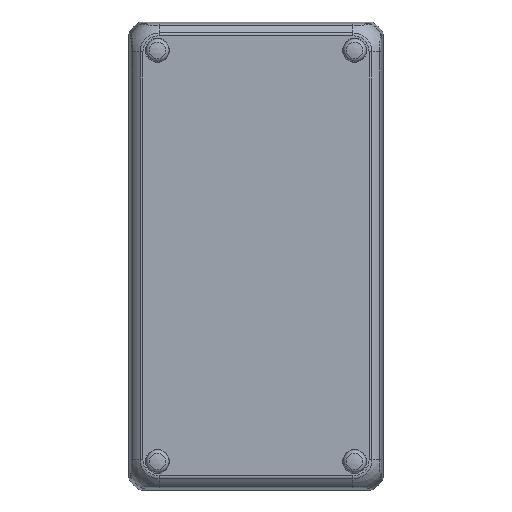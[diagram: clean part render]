
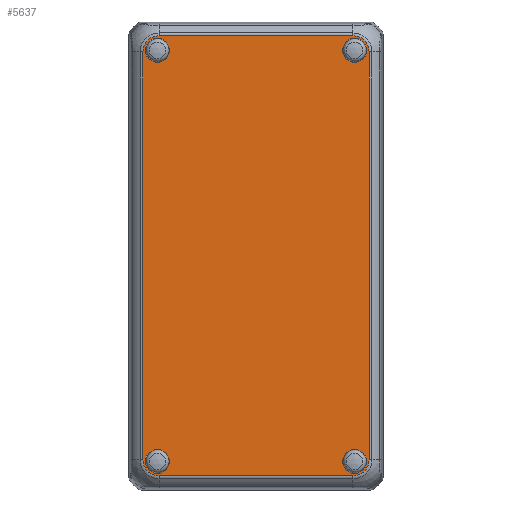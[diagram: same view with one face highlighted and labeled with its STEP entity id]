
A CAD part, top view. The second image highlights one B-rep face of the part: STEP entity #5637.
In plain terms, the highlighted planar face has unit normal (0, 0, 1).
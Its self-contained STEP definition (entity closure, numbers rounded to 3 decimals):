
#36 = EDGE_CURVE ( 'NONE', #6272, #4941, #4655, .T. ) ;
#264 = VERTEX_POINT ( 'NONE', #3625 ) ;
#279 = DIRECTION ( 'NONE',  ( 0., 0., 1. ) ) ;
#352 = CARTESIAN_POINT ( 'NONE',  ( 29.003, -61.003, 0. ) ) ;
#354 = ORIENTED_EDGE ( 'NONE', *, *, #4238, .T. ) ;
#424 = EDGE_CURVE ( 'NONE', #3802, #264, #5486, .T. ) ;
#468 = CARTESIAN_POINT ( 'NONE',  ( 33.825, 61.003, 0. ) ) ;
#504 = CARTESIAN_POINT ( 'NONE',  ( -28.7, -65.825, 0. ) ) ;
#546 = DIRECTION ( 'NONE',  ( 1., 0., 0. ) ) ;
#579 = EDGE_CURVE ( 'NONE', #3589, #5008, #1261, .T. ) ;
#601 = EDGE_LOOP ( 'NONE', ( #4514 ) ) ;
#693 = CARTESIAN_POINT ( 'NONE',  ( 29.5, -61.5, 0. ) ) ;
#708 = LINE ( 'NONE', #6081, #5337 ) ;
#837 = VERTEX_POINT ( 'NONE', #4660 ) ;
#868 = CARTESIAN_POINT ( 'NONE',  ( 33.1, 61.5, 0. ) ) ;
#1110 = DIRECTION ( 'NONE',  ( 1., 0., 0. ) ) ;
#1139 = DIRECTION ( 'NONE',  ( 0., 1., 0. ) ) ;
#1162 = DIRECTION ( 'NONE',  ( 1., 0., 0. ) ) ;
#1208 = EDGE_CURVE ( 'NONE', #5008, #4133, #5185, .T. ) ;
#1231 = CARTESIAN_POINT ( 'NONE',  ( -29.5, 61.5, 0. ) ) ;
#1245 = FACE_BOUND ( 'NONE', #6732, .T. ) ;
#1261 = CIRCLE ( 'NONE', #5263, 4.822 ) ;
#1387 = AXIS2_PLACEMENT_3D ( 'NONE', #1231, #2743, #1162 ) ;
#1415 = CARTESIAN_POINT ( 'NONE',  ( -33.825, 61.003, 0. ) ) ;
#1506 = CARTESIAN_POINT ( 'NONE',  ( -33.825, -61.003, 0. ) ) ;
#1552 = DIRECTION ( 'NONE',  ( 0., -1., 0. ) ) ;
#1732 = DIRECTION ( 'NONE',  ( 1., 0., 0. ) ) ;
#1792 = EDGE_CURVE ( 'NONE', #1977, #1977, #2853, .T. ) ;
#1793 = ORIENTED_EDGE ( 'NONE', *, *, #579, .T. ) ;
#1831 = AXIS2_PLACEMENT_3D ( 'NONE', #1973, #4149, #6489 ) ;
#1873 = DIRECTION ( 'NONE',  ( 1., 0., 0. ) ) ;
#1882 = CARTESIAN_POINT ( 'NONE',  ( -29.003, -65.825, 0. ) ) ;
#1908 = VERTEX_POINT ( 'NONE', #5739 ) ;
#1936 = AXIS2_PLACEMENT_3D ( 'NONE', #5758, #1998, #5832 ) ;
#1967 = EDGE_CURVE ( 'NONE', #3460, #6272, #708, .T. ) ;
#1973 = CARTESIAN_POINT ( 'NONE',  ( -29.003, -61.003, 0. ) ) ;
#1977 = VERTEX_POINT ( 'NONE', #2948 ) ;
#1998 = DIRECTION ( 'NONE',  ( 0., 0., -1. ) ) ;
#2192 = CIRCLE ( 'NONE', #1387, 3.6 ) ;
#2412 = CARTESIAN_POINT ( 'NONE',  ( 29.5, 61.5, 0. ) ) ;
#2432 = CARTESIAN_POINT ( 'NONE',  ( -33.825, 3.3, 0. ) ) ;
#2492 = CARTESIAN_POINT ( 'NONE',  ( 33.825, -61.003, 0. ) ) ;
#2743 = DIRECTION ( 'NONE',  ( 0., 0., -1. ) ) ;
#2853 = CIRCLE ( 'NONE', #1936, 3.6 ) ;
#2905 = LINE ( 'NONE', #2945, #4746 ) ;
#2945 = CARTESIAN_POINT ( 'NONE',  ( -28.7, 65.825, 0. ) ) ;
#2948 = CARTESIAN_POINT ( 'NONE',  ( -25.9, -61.5, 0. ) ) ;
#2970 = CIRCLE ( 'NONE', #1831, 4.822 ) ;
#2989 = ORIENTED_EDGE ( 'NONE', *, *, #6639, .T. ) ;
#3076 = CIRCLE ( 'NONE', #6059, 4.822 ) ;
#3227 = ORIENTED_EDGE ( 'NONE', *, *, #4017, .T. ) ;
#3283 = CARTESIAN_POINT ( 'NONE',  ( -29.003, 65.825, 0. ) ) ;
#3372 = DIRECTION ( 'NONE',  ( 0., 0., 1. ) ) ;
#3460 = VERTEX_POINT ( 'NONE', #2492 ) ;
#3551 = CIRCLE ( 'NONE', #4592, 3.6 ) ;
#3589 = VERTEX_POINT ( 'NONE', #3283 ) ;
#3620 = EDGE_LOOP ( 'NONE', ( #354 ) ) ;
#3625 = CARTESIAN_POINT ( 'NONE',  ( 29.003, -65.825, 0. ) ) ;
#3757 = ORIENTED_EDGE ( 'NONE', *, *, #6740, .T. ) ;
#3802 = VERTEX_POINT ( 'NONE', #1882 ) ;
#3819 = CARTESIAN_POINT ( 'NONE',  ( -28.7, 3.3, 0. ) ) ;
#3839 = EDGE_LOOP ( 'NONE', ( #6745, #1793, #4638, #3757, #6476, #2989, #5711, #5341 ) ) ;
#3912 = CARTESIAN_POINT ( 'NONE',  ( 29.003, 65.825, 0. ) ) ;
#3992 = EDGE_CURVE ( 'NONE', #1908, #1908, #6645, .T. ) ;
#4017 = EDGE_CURVE ( 'NONE', #837, #837, #2192, .T. ) ;
#4020 = DIRECTION ( 'NONE',  ( 0., 0., -1. ) ) ;
#4045 = DIRECTION ( 'NONE',  ( -1., 0., 0. ) ) ;
#4133 = VERTEX_POINT ( 'NONE', #1506 ) ;
#4139 = EDGE_LOOP ( 'NONE', ( #6043 ) ) ;
#4149 = DIRECTION ( 'NONE',  ( 0., 0., 1. ) ) ;
#4238 = EDGE_CURVE ( 'NONE', #5770, #5770, #3551, .T. ) ;
#4261 = CARTESIAN_POINT ( 'NONE',  ( 29.003, 61.003, 0. ) ) ;
#4514 = ORIENTED_EDGE ( 'NONE', *, *, #3992, .T. ) ;
#4592 = AXIS2_PLACEMENT_3D ( 'NONE', #2412, #4020, #5838 ) ;
#4638 = ORIENTED_EDGE ( 'NONE', *, *, #1208, .T. ) ;
#4655 = CIRCLE ( 'NONE', #5924, 4.822 ) ;
#4660 = CARTESIAN_POINT ( 'NONE',  ( -25.9, 61.5, 0. ) ) ;
#4700 = AXIS2_PLACEMENT_3D ( 'NONE', #693, #6671, #1732 ) ;
#4746 = VECTOR ( 'NONE', #4045, 1000. ) ;
#4941 = VERTEX_POINT ( 'NONE', #3912 ) ;
#5008 = VERTEX_POINT ( 'NONE', #1415 ) ;
#5162 = CARTESIAN_POINT ( 'NONE',  ( -29.003, 61.003, 0. ) ) ;
#5185 = LINE ( 'NONE', #2432, #5208 ) ;
#5208 = VECTOR ( 'NONE', #6798, 1000. ) ;
#5263 = AXIS2_PLACEMENT_3D ( 'NONE', #5162, #3372, #1873 ) ;
#5337 = VECTOR ( 'NONE', #1139, 1000. ) ;
#5341 = ORIENTED_EDGE ( 'NONE', *, *, #36, .T. ) ;
#5486 = LINE ( 'NONE', #504, #5571 ) ;
#5547 = AXIS2_PLACEMENT_3D ( 'NONE', #3819, #6015, #1110 ) ;
#5571 = VECTOR ( 'NONE', #546, 1000. ) ;
#5637 = ADVANCED_FACE ( 'NONE', ( #6683, #6555, #6048, #6652, #1245 ), #6151, .T. ) ;
#5711 = ORIENTED_EDGE ( 'NONE', *, *, #1967, .T. ) ;
#5739 = CARTESIAN_POINT ( 'NONE',  ( 33.1, -61.5, 0. ) ) ;
#5758 = CARTESIAN_POINT ( 'NONE',  ( -29.5, -61.5, 0. ) ) ;
#5770 = VERTEX_POINT ( 'NONE', #868 ) ;
#5832 = DIRECTION ( 'NONE',  ( 1., 0., 0. ) ) ;
#5838 = DIRECTION ( 'NONE',  ( 1., 0., 0. ) ) ;
#5924 = AXIS2_PLACEMENT_3D ( 'NONE', #4261, #6453, #1552 ) ;
#6015 = DIRECTION ( 'NONE',  ( 0., 0., 1. ) ) ;
#6043 = ORIENTED_EDGE ( 'NONE', *, *, #1792, .T. ) ;
#6048 = FACE_OUTER_BOUND ( 'NONE', #3839, .T. ) ;
#6059 = AXIS2_PLACEMENT_3D ( 'NONE', #352, #279, #6418 ) ;
#6081 = CARTESIAN_POINT ( 'NONE',  ( 33.825, 3.3, 0. ) ) ;
#6151 = PLANE ( 'NONE',  #5547 ) ;
#6272 = VERTEX_POINT ( 'NONE', #468 ) ;
#6418 = DIRECTION ( 'NONE',  ( 1., 0., 0. ) ) ;
#6453 = DIRECTION ( 'NONE',  ( 0., 0., 1. ) ) ;
#6476 = ORIENTED_EDGE ( 'NONE', *, *, #424, .T. ) ;
#6484 = EDGE_CURVE ( 'NONE', #4941, #3589, #2905, .T. ) ;
#6489 = DIRECTION ( 'NONE',  ( 1., 0., 0. ) ) ;
#6555 = FACE_BOUND ( 'NONE', #601, .T. ) ;
#6639 = EDGE_CURVE ( 'NONE', #264, #3460, #3076, .T. ) ;
#6645 = CIRCLE ( 'NONE', #4700, 3.6 ) ;
#6652 = FACE_BOUND ( 'NONE', #3620, .T. ) ;
#6671 = DIRECTION ( 'NONE',  ( 0., 0., -1. ) ) ;
#6683 = FACE_BOUND ( 'NONE', #4139, .T. ) ;
#6732 = EDGE_LOOP ( 'NONE', ( #3227 ) ) ;
#6740 = EDGE_CURVE ( 'NONE', #4133, #3802, #2970, .T. ) ;
#6745 = ORIENTED_EDGE ( 'NONE', *, *, #6484, .T. ) ;
#6798 = DIRECTION ( 'NONE',  ( 0., -1., 0. ) ) ;
